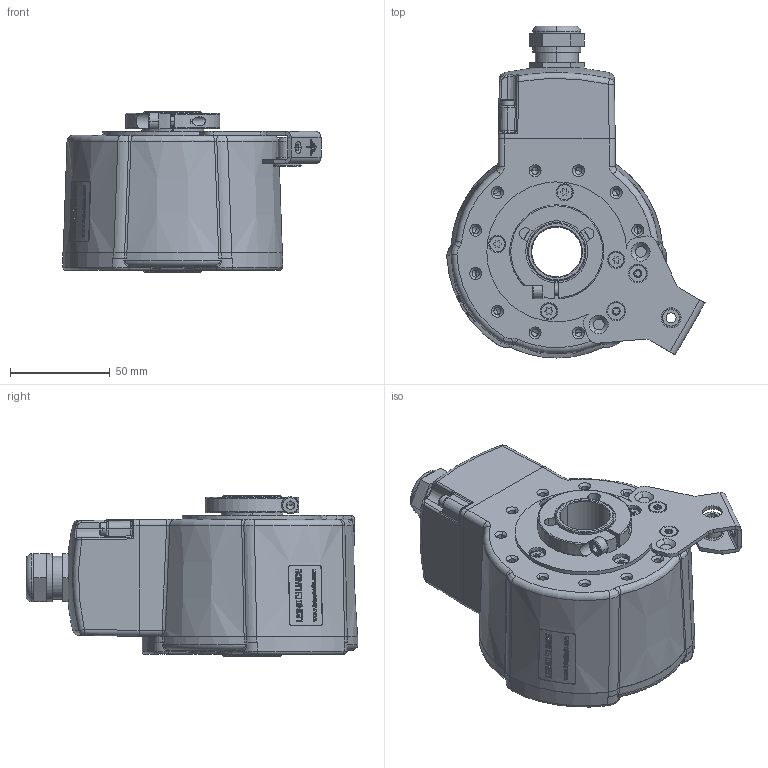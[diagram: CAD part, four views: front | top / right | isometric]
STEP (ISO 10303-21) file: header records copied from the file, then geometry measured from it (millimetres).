
FILE_DESCRIPTION((''),'2;1');
FILE_NAME('746159','2010-12-07T',('se2802'),(''),'PRO/ENGINEER BY PARAMETRIC TECHNOLOGY CORPORATION, 2010180','PRO/ENGINEER BY PARAMETRIC TECHNOLOGY CORPORATION, 2010180','');
FILE_SCHEMA(('CONFIG_CONTROL_DESIGN'));
Length unit declared in the file: millimetre
Products named in the file (1): 746159
Bounding box: 129.13 x 166 x 80.5 mm (x, y, z)
Volume: 320148 mm3; surface area: 129073.6 mm2
Topology: 9 solids, 12 shells, 1754 faces, 4625 edges, 2935 vertices
Faces by surface type: plane 591, cylinder 497, extrusion 326, cone 151, torus 91, bspline 77, sphere 20, revolution 1
Entity records: 62981 total; most frequent: CARTESIAN_POINT 21325, ORIENTED_EDGE 9206, DIRECTION 7714, EDGE_CURVE 4603, VERTEX_POINT 2935, AXIS2_PLACEMENT_3D 2817, VECTOR 2079, EDGE_LOOP 1936
